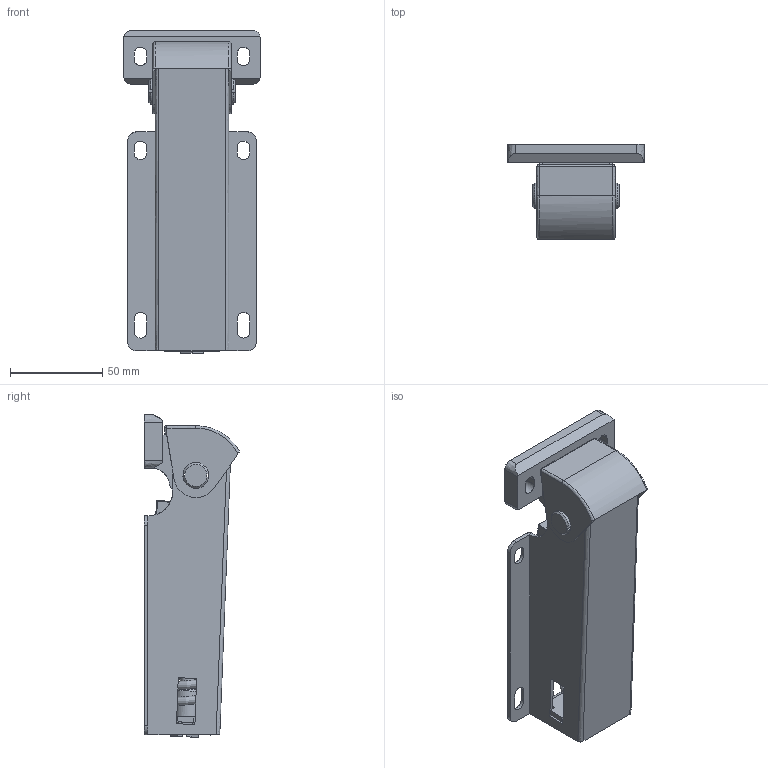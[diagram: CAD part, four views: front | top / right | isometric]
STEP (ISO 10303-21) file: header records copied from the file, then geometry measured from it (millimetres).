
FILE_DESCRIPTION((''),'2;1');
FILE_NAME('','2005-04-20T09:57:40',(''),(''),'','CADfix','');
FILE_SCHEMA(('AUTOMOTIVE_DESIGN'));
Length unit declared in the file: millimetre
Products named in the file (12): set plate; slide; cover_2; spring; spring holder; shaft_2; shaft_1; head; cushion; cover_1; base; TH_64_13441_36
Assembly tree (11 placements, depth 2):
  TH_64_13441_36
    set plate
    slide
    cover_2
    spring
    spring holder
    shaft_2
    shaft_1
    head
    cushion
    cover_1
    base
Bounding box: 74 x 51.82 x 175.26 mm (x, y, z)
Volume: 133145.9 mm3; surface area: 96893.4 mm2
Topology: 11 solids, 11 shells, 243 faces, 688 edges, 465 vertices
Faces by surface type: bspline 243
Entity records: 12352 total; most frequent: CARTESIAN_POINT 8096, ORIENTED_EDGE 1372, EDGE_CURVE 686, VERTEX_POINT 465, QUASI_UNIFORM_CURVE 443, EDGE_LOOP 277, FACE_OUTER_BOUND 243, ADVANCED_FACE 243
